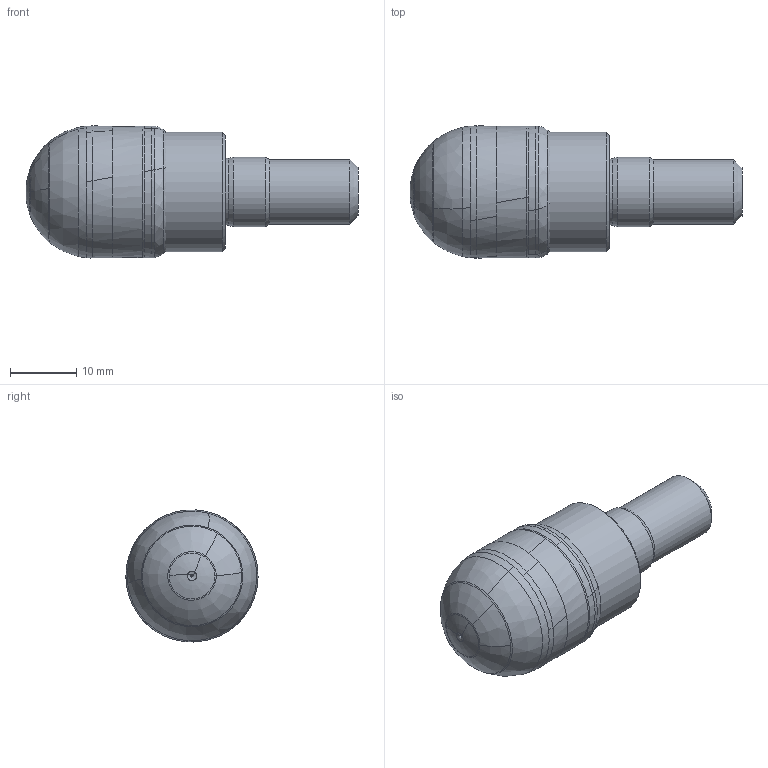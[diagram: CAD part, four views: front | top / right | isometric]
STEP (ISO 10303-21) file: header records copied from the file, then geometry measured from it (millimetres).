
FILE_DESCRIPTION(/* description */ (''),/* implementation_level */ '2;1');
FILE_NAME(/* name */ 'APMR-XP20-D20-M10-L30.stp',/* time_stamp */ '2023-09-29T21:18:13+03:00',/* author */ (''),/* organization */ (''),/* preprocessor_version */ 'ST-DEVELOPER v19.4',/* originating_system */ 'SIEMENS PLM Software NX2306.5001',/* authorisation */ '');
FILE_SCHEMA (('AUTOMOTIVE_DESIGN { 1 0 10303 214 3 1 1 1 }'));
Length unit declared in the file: millimetre
Products named in the file (4): ASD_id6_x_t; ASD_id11_x_t; ASD_x_t; APMR-XP20-D20-M10-L30-LIGHT_x_t
Assembly tree (3 placements, depth 3):
  APMR-XP20-D20-M10-L30-LIGHT_x_t
    ASD_x_t
      ASD_id11_x_t
      ASD_id6_x_t
Bounding box: 50.06 x 19.93 x 19.91 mm (x, y, z)
Volume: 13161.1 mm3; surface area: 4273.7 mm2
Topology: 2 solids, 2 shells, 68 faces, 144 edges, 79 vertices
Faces by surface type: bspline 52, cone 7, cylinder 4, plane 3, torus 1, sphere 1
Full cylindrical faces by diameter (mm): 9.75 x1, 10.1 x1, 10.5 x1, 18 x1
Entity records: 3704 total; most frequent: CARTESIAN_POINT 2499, ORIENTED_EDGE 262, DIRECTION 190, EDGE_CURVE 131, AXIS2_PLACEMENT_3D 89, EDGE_LOOP 82, VERTEX_POINT 79, ADVANCED_FACE 68
